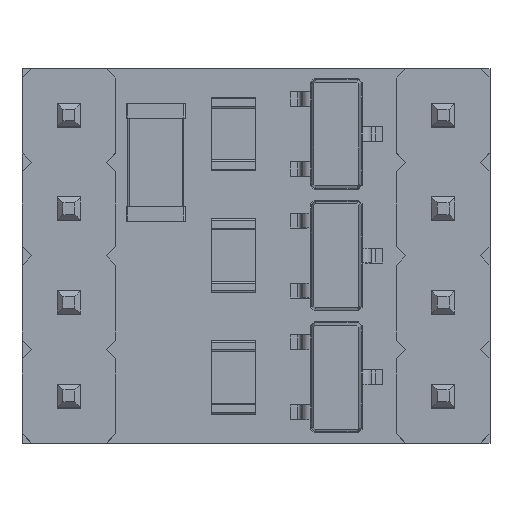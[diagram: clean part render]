
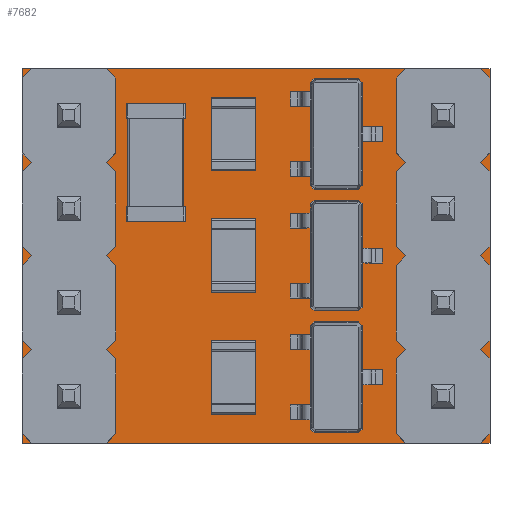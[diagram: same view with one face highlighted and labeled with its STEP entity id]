
A CAD part, top view. The second image highlights one B-rep face of the part: STEP entity #7682.
In plain terms, the highlighted planar face has unit normal (0, 0, 1).
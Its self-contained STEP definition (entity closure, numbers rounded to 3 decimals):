
#33=FACE_BOUND('',#1170,.T.);
#34=FACE_BOUND('',#1171,.T.);
#35=FACE_BOUND('',#1172,.T.);
#36=FACE_BOUND('',#1173,.T.);
#37=FACE_BOUND('',#1174,.T.);
#38=FACE_BOUND('',#1175,.T.);
#39=FACE_BOUND('',#1176,.T.);
#40=FACE_BOUND('',#1177,.T.);
#271=CIRCLE('',#8393,0.5);
#272=CIRCLE('',#8394,0.5);
#273=CIRCLE('',#8395,0.5);
#274=CIRCLE('',#8396,0.5);
#275=CIRCLE('',#8397,0.5);
#276=CIRCLE('',#8398,0.5);
#277=CIRCLE('',#8399,0.5);
#278=CIRCLE('',#8400,0.5);
#279=CIRCLE('',#8401,0.5);
#280=CIRCLE('',#8402,0.5);
#281=CIRCLE('',#8403,0.5);
#282=CIRCLE('',#8404,0.5);
#283=CIRCLE('',#8405,0.5);
#284=CIRCLE('',#8406,0.5);
#285=CIRCLE('',#8407,0.5);
#286=CIRCLE('',#8408,0.5);
#750=FACE_OUTER_BOUND('',#1169,.T.);
#1169=EDGE_LOOP('',(#6500,#6501,#6502,#6503));
#1170=EDGE_LOOP('',(#6504,#6505));
#1171=EDGE_LOOP('',(#6506,#6507));
#1172=EDGE_LOOP('',(#6508,#6509));
#1173=EDGE_LOOP('',(#6510,#6511));
#1174=EDGE_LOOP('',(#6512,#6513));
#1175=EDGE_LOOP('',(#6514,#6515));
#1176=EDGE_LOOP('',(#6516,#6517));
#1177=EDGE_LOOP('',(#6518,#6519));
#2021=LINE('',#12439,#2872);
#2024=LINE('',#12445,#2875);
#2027=LINE('',#12451,#2878);
#2029=LINE('',#12487,#2880);
#2872=VECTOR('',#10336,1.);
#2875=VECTOR('',#10341,1.);
#2878=VECTOR('',#10346,1.);
#2880=VECTOR('',#10384,1.);
#3488=VERTEX_POINT('',#12433);
#3490=VERTEX_POINT('',#12437);
#3492=VERTEX_POINT('',#12442);
#3494=VERTEX_POINT('',#12449);
#3511=VERTEX_POINT('',#12488);
#3512=VERTEX_POINT('',#12489);
#3513=VERTEX_POINT('',#12492);
#3514=VERTEX_POINT('',#12493);
#3515=VERTEX_POINT('',#12496);
#3516=VERTEX_POINT('',#12497);
#3517=VERTEX_POINT('',#12500);
#3518=VERTEX_POINT('',#12501);
#3519=VERTEX_POINT('',#12504);
#3520=VERTEX_POINT('',#12505);
#3521=VERTEX_POINT('',#12508);
#3522=VERTEX_POINT('',#12509);
#3523=VERTEX_POINT('',#12512);
#3524=VERTEX_POINT('',#12513);
#3525=VERTEX_POINT('',#12516);
#3526=VERTEX_POINT('',#12517);
#4493=EDGE_CURVE('',#3488,#3490,#2021,.T.);
#4496=EDGE_CURVE('',#3492,#3488,#2024,.T.);
#4499=EDGE_CURVE('',#3490,#3494,#2027,.T.);
#4517=EDGE_CURVE('',#3494,#3492,#2029,.T.);
#4518=EDGE_CURVE('',#3511,#3512,#271,.T.);
#4519=EDGE_CURVE('',#3512,#3511,#272,.T.);
#4520=EDGE_CURVE('',#3513,#3514,#273,.T.);
#4521=EDGE_CURVE('',#3514,#3513,#274,.T.);
#4522=EDGE_CURVE('',#3515,#3516,#275,.T.);
#4523=EDGE_CURVE('',#3516,#3515,#276,.T.);
#4524=EDGE_CURVE('',#3517,#3518,#277,.T.);
#4525=EDGE_CURVE('',#3518,#3517,#278,.T.);
#4526=EDGE_CURVE('',#3519,#3520,#279,.T.);
#4527=EDGE_CURVE('',#3520,#3519,#280,.T.);
#4528=EDGE_CURVE('',#3521,#3522,#281,.T.);
#4529=EDGE_CURVE('',#3522,#3521,#282,.T.);
#4530=EDGE_CURVE('',#3523,#3524,#283,.T.);
#4531=EDGE_CURVE('',#3524,#3523,#284,.T.);
#4532=EDGE_CURVE('',#3525,#3526,#285,.T.);
#4533=EDGE_CURVE('',#3526,#3525,#286,.T.);
#6500=ORIENTED_EDGE('',*,*,#4493,.T.);
#6501=ORIENTED_EDGE('',*,*,#4499,.T.);
#6502=ORIENTED_EDGE('',*,*,#4517,.T.);
#6503=ORIENTED_EDGE('',*,*,#4496,.T.);
#6504=ORIENTED_EDGE('',*,*,#4518,.F.);
#6505=ORIENTED_EDGE('',*,*,#4519,.F.);
#6506=ORIENTED_EDGE('',*,*,#4520,.F.);
#6507=ORIENTED_EDGE('',*,*,#4521,.F.);
#6508=ORIENTED_EDGE('',*,*,#4522,.F.);
#6509=ORIENTED_EDGE('',*,*,#4523,.F.);
#6510=ORIENTED_EDGE('',*,*,#4524,.F.);
#6511=ORIENTED_EDGE('',*,*,#4525,.F.);
#6512=ORIENTED_EDGE('',*,*,#4526,.F.);
#6513=ORIENTED_EDGE('',*,*,#4527,.F.);
#6514=ORIENTED_EDGE('',*,*,#4528,.F.);
#6515=ORIENTED_EDGE('',*,*,#4529,.F.);
#6516=ORIENTED_EDGE('',*,*,#4530,.F.);
#6517=ORIENTED_EDGE('',*,*,#4531,.F.);
#6518=ORIENTED_EDGE('',*,*,#4532,.F.);
#6519=ORIENTED_EDGE('',*,*,#4533,.F.);
#6897=PLANE('',#8392);
#7682=ADVANCED_FACE('',(#750,#33,#34,#35,#36,#37,#38,#39,#40),#6897,.T.);
#8392=AXIS2_PLACEMENT_3D('',#12486,#10382,#10383);
#8393=AXIS2_PLACEMENT_3D('',#12490,#10385,#10386);
#8394=AXIS2_PLACEMENT_3D('',#12491,#10387,#10388);
#8395=AXIS2_PLACEMENT_3D('',#12494,#10389,#10390);
#8396=AXIS2_PLACEMENT_3D('',#12495,#10391,#10392);
#8397=AXIS2_PLACEMENT_3D('',#12498,#10393,#10394);
#8398=AXIS2_PLACEMENT_3D('',#12499,#10395,#10396);
#8399=AXIS2_PLACEMENT_3D('',#12502,#10397,#10398);
#8400=AXIS2_PLACEMENT_3D('',#12503,#10399,#10400);
#8401=AXIS2_PLACEMENT_3D('',#12506,#10401,#10402);
#8402=AXIS2_PLACEMENT_3D('',#12507,#10403,#10404);
#8403=AXIS2_PLACEMENT_3D('',#12510,#10405,#10406);
#8404=AXIS2_PLACEMENT_3D('',#12511,#10407,#10408);
#8405=AXIS2_PLACEMENT_3D('',#12514,#10409,#10410);
#8406=AXIS2_PLACEMENT_3D('',#12515,#10411,#10412);
#8407=AXIS2_PLACEMENT_3D('',#12518,#10413,#10414);
#8408=AXIS2_PLACEMENT_3D('',#12519,#10415,#10416);
#10336=DIRECTION('',(0.,-1.,0.));
#10341=DIRECTION('',(-1.,0.,0.));
#10346=DIRECTION('',(1.,0.,0.));
#10382=DIRECTION('center_axis',(0.,0.,1.));
#10383=DIRECTION('ref_axis',(1.,0.,0.));
#10384=DIRECTION('',(0.,1.,0.));
#10385=DIRECTION('center_axis',(0.,0.,1.));
#10386=DIRECTION('ref_axis',(1.,0.,0.));
#10387=DIRECTION('center_axis',(0.,0.,1.));
#10388=DIRECTION('ref_axis',(1.,0.,0.));
#10389=DIRECTION('center_axis',(0.,0.,1.));
#10390=DIRECTION('ref_axis',(1.,0.,0.));
#10391=DIRECTION('center_axis',(0.,0.,1.));
#10392=DIRECTION('ref_axis',(1.,0.,0.));
#10393=DIRECTION('center_axis',(0.,0.,1.));
#10394=DIRECTION('ref_axis',(1.,0.,0.));
#10395=DIRECTION('center_axis',(0.,0.,1.));
#10396=DIRECTION('ref_axis',(1.,0.,0.));
#10397=DIRECTION('center_axis',(0.,0.,1.));
#10398=DIRECTION('ref_axis',(1.,0.,0.));
#10399=DIRECTION('center_axis',(0.,0.,1.));
#10400=DIRECTION('ref_axis',(1.,0.,0.));
#10401=DIRECTION('center_axis',(0.,0.,1.));
#10402=DIRECTION('ref_axis',(1.,0.,0.));
#10403=DIRECTION('center_axis',(0.,0.,1.));
#10404=DIRECTION('ref_axis',(1.,0.,0.));
#10405=DIRECTION('center_axis',(0.,0.,1.));
#10406=DIRECTION('ref_axis',(1.,0.,0.));
#10407=DIRECTION('center_axis',(0.,0.,1.));
#10408=DIRECTION('ref_axis',(1.,0.,0.));
#10409=DIRECTION('center_axis',(0.,0.,1.));
#10410=DIRECTION('ref_axis',(1.,0.,0.));
#10411=DIRECTION('center_axis',(0.,0.,1.));
#10412=DIRECTION('ref_axis',(1.,0.,0.));
#10413=DIRECTION('center_axis',(0.,0.,1.));
#10414=DIRECTION('ref_axis',(1.,0.,0.));
#10415=DIRECTION('center_axis',(0.,0.,1.));
#10416=DIRECTION('ref_axis',(1.,0.,0.));
#12433=CARTESIAN_POINT('',(128.27,-125.73,1.6));
#12437=CARTESIAN_POINT('',(128.27,-135.89,1.6));
#12439=CARTESIAN_POINT('',(128.27,-125.73,1.6));
#12442=CARTESIAN_POINT('',(140.97,-125.73,1.6));
#12445=CARTESIAN_POINT('',(140.97,-125.73,1.6));
#12449=CARTESIAN_POINT('',(140.97,-135.89,1.6));
#12451=CARTESIAN_POINT('',(128.27,-135.89,1.6));
#12486=CARTESIAN_POINT('Origin',(134.62,-130.81,1.6));
#12487=CARTESIAN_POINT('',(140.97,-135.89,1.6));
#12488=CARTESIAN_POINT('',(140.2,-129.54,1.6));
#12489=CARTESIAN_POINT('',(139.2,-129.54,1.6));
#12490=CARTESIAN_POINT('Origin',(139.7,-129.54,1.6));
#12491=CARTESIAN_POINT('Origin',(139.7,-129.54,1.6));
#12492=CARTESIAN_POINT('',(140.2,-134.62,1.6));
#12493=CARTESIAN_POINT('',(139.2,-134.62,1.6));
#12494=CARTESIAN_POINT('Origin',(139.7,-134.62,1.6));
#12495=CARTESIAN_POINT('Origin',(139.7,-134.62,1.6));
#12496=CARTESIAN_POINT('',(140.2,-132.08,1.6));
#12497=CARTESIAN_POINT('',(139.2,-132.08,1.6));
#12498=CARTESIAN_POINT('Origin',(139.7,-132.08,1.6));
#12499=CARTESIAN_POINT('Origin',(139.7,-132.08,1.6));
#12500=CARTESIAN_POINT('',(130.04,-134.62,1.6));
#12501=CARTESIAN_POINT('',(129.04,-134.62,1.6));
#12502=CARTESIAN_POINT('Origin',(129.54,-134.62,1.6));
#12503=CARTESIAN_POINT('Origin',(129.54,-134.62,1.6));
#12504=CARTESIAN_POINT('',(130.04,-132.08,1.6));
#12505=CARTESIAN_POINT('',(129.04,-132.08,1.6));
#12506=CARTESIAN_POINT('Origin',(129.54,-132.08,1.6));
#12507=CARTESIAN_POINT('Origin',(129.54,-132.08,1.6));
#12508=CARTESIAN_POINT('',(130.04,-129.54,1.6));
#12509=CARTESIAN_POINT('',(129.04,-129.54,1.6));
#12510=CARTESIAN_POINT('Origin',(129.54,-129.54,1.6));
#12511=CARTESIAN_POINT('Origin',(129.54,-129.54,1.6));
#12512=CARTESIAN_POINT('',(140.2,-127.,1.6));
#12513=CARTESIAN_POINT('',(139.2,-127.,1.6));
#12514=CARTESIAN_POINT('Origin',(139.7,-127.,1.6));
#12515=CARTESIAN_POINT('Origin',(139.7,-127.,1.6));
#12516=CARTESIAN_POINT('',(130.04,-127.,1.6));
#12517=CARTESIAN_POINT('',(129.04,-127.,1.6));
#12518=CARTESIAN_POINT('Origin',(129.54,-127.,1.6));
#12519=CARTESIAN_POINT('Origin',(129.54,-127.,1.6));
